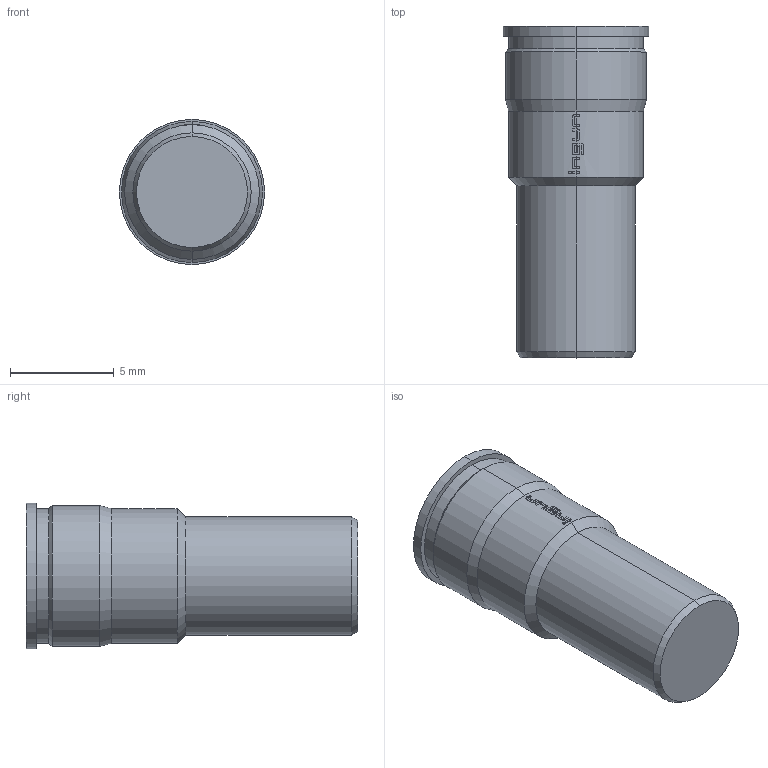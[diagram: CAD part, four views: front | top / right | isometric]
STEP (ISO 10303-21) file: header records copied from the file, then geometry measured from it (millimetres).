
FILE_DESCRIPTION (( 'STEP AP203' ), '1' );
FILE_NAME ('INGUN_KS-449_M6_R.STEP', '2022-02-09T05:26:54', ( 'ochi' ), ( '' ), 'SwSTEP 2.0', 'SolidWorks 2018', '' );
FILE_SCHEMA (( 'CONFIG_CONTROL_DESIGN' ));
Length unit declared in the file: millimetre
Products named in the file (1): INGUN_KS-449_M6_R
Bounding box: 7 x 16 x 7 mm (x, y, z)
Volume: 476.2 mm3; surface area: 380.6 mm2
Topology: 1 solids, 1 shells, 102 faces, 280 edges, 182 vertices
Faces by surface type: plane 43, cylinder 29, bspline 22, cone 8
Entity records: 3589 total; most frequent: CARTESIAN_POINT 1065, ORIENTED_EDGE 560, DIRECTION 454, EDGE_CURVE 280, VERTEX_POINT 182, AXIS2_PLACEMENT_3D 179, EDGE_LOOP 104, FACE_OUTER_BOUND 102
